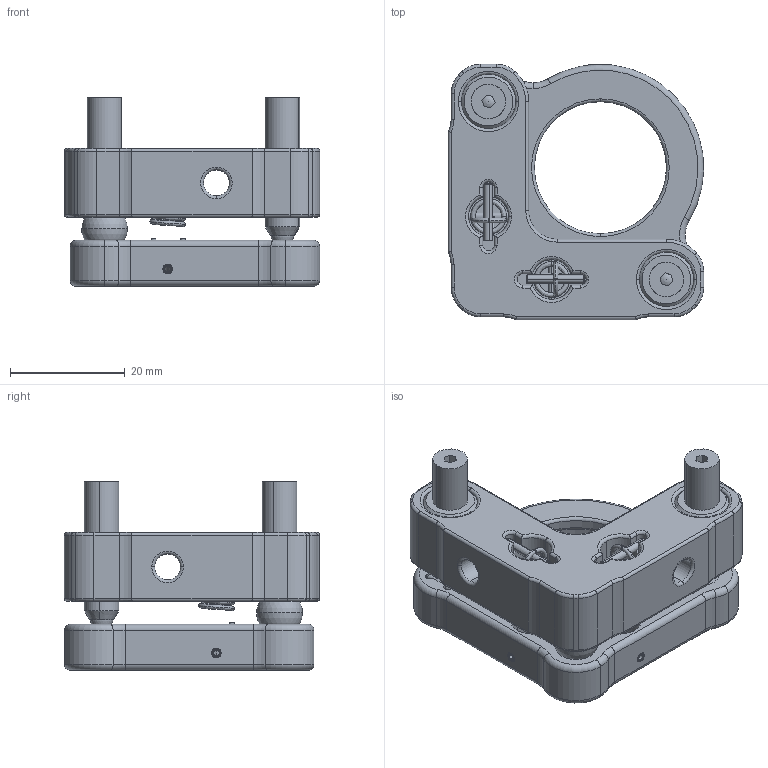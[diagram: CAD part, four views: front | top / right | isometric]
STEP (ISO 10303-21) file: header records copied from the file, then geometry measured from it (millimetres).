
FILE_DESCRIPTION (( 'STEP AP214' ), '1' );
FILE_NAME ('04PMT-1(M)-H.STEP', '2018-07-02T03:02:07', ( '' ), ( '' ), 'SwSTEP 2.0', 'SolidWorks 2016', '' );
FILE_SCHEMA (( 'AUTOMOTIVE_DESIGN' ));
Length unit declared in the file: millimetre
Products named in the file (1): 04PMT-1(M)-H
Bounding box: 44.5 x 44.5 x 32.83 mm (x, y, z)
Surface area: 11648.9 mm2 (no closed solid volume)
Topology: 0 solids, 26 shells, 381 faces, 990 edges, 624 vertices
Faces by surface type: cylinder 153, torus 137, plane 69, cone 12, sphere 6, bspline 4
Entity records: 20446 total; most frequent: CARTESIAN_POINT 6705, DIRECTION 2270, ORIENTED_EDGE 1781, EDGE_CURVE 975, AXIS2_PLACEMENT_3D 972, VERTEX_POINT 615, CIRCLE 594, EDGE_LOOP 417
